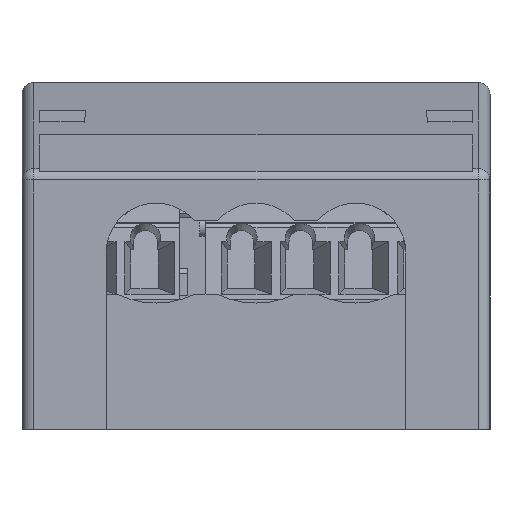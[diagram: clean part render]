
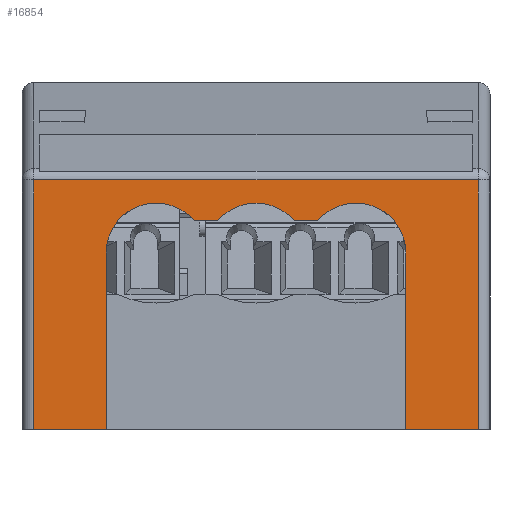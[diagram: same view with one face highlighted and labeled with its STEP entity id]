
A CAD part, left-side view. The second image highlights one B-rep face of the part: STEP entity #16854.
In plain terms, the highlighted planar face has unit normal (-1, 0, 0).
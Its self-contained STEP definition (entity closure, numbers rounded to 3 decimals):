
#973=CIRCLE('',#18330,4.25);
#974=CIRCLE('',#18331,4.25);
#975=CIRCLE('',#18332,4.25);
#1809=FACE_OUTER_BOUND('',#2772,.T.);
#2772=EDGE_LOOP('',(#14951,#14952,#14953,#14954,#14955,#14956,#14957,#14958,
#14959,#14960,#14961,#14962));
#4490=LINE('',#27898,#6310);
#4494=LINE('',#27913,#6314);
#4510=LINE('',#27948,#6330);
#4511=LINE('',#27950,#6331);
#4512=LINE('',#27952,#6332);
#4513=LINE('',#27956,#6333);
#4514=LINE('',#27960,#6334);
#4515=LINE('',#27964,#6335);
#4516=LINE('',#27965,#6336);
#6310=VECTOR('',#22782,10.);
#6314=VECTOR('',#22796,10.);
#6330=VECTOR('',#22826,10.);
#6331=VECTOR('',#22827,10.);
#6332=VECTOR('',#22828,10.);
#6333=VECTOR('',#22831,10.);
#6334=VECTOR('',#22834,10.);
#6335=VECTOR('',#22837,10.);
#6336=VECTOR('',#22838,10.);
#7970=VERTEX_POINT('',#27892);
#7971=VERTEX_POINT('',#27897);
#7977=VERTEX_POINT('',#27911);
#7989=VERTEX_POINT('',#27947);
#7990=VERTEX_POINT('',#27949);
#7991=VERTEX_POINT('',#27951);
#7992=VERTEX_POINT('',#27953);
#7993=VERTEX_POINT('',#27955);
#7994=VERTEX_POINT('',#27957);
#7995=VERTEX_POINT('',#27959);
#7996=VERTEX_POINT('',#27961);
#7997=VERTEX_POINT('',#27963);
#10322=EDGE_CURVE('',#7970,#7971,#4490,.T.);
#10330=EDGE_CURVE('',#7977,#7970,#4494,.T.);
#10348=EDGE_CURVE('',#7989,#7977,#4510,.T.);
#10349=EDGE_CURVE('',#7989,#7990,#4511,.T.);
#10350=EDGE_CURVE('',#7990,#7991,#4512,.T.);
#10351=EDGE_CURVE('',#7991,#7992,#973,.T.);
#10352=EDGE_CURVE('',#7992,#7993,#4513,.T.);
#10353=EDGE_CURVE('',#7993,#7994,#974,.T.);
#10354=EDGE_CURVE('',#7994,#7995,#4514,.T.);
#10355=EDGE_CURVE('',#7995,#7996,#975,.T.);
#10356=EDGE_CURVE('',#7996,#7997,#4515,.T.);
#10357=EDGE_CURVE('',#7971,#7997,#4516,.T.);
#14951=ORIENTED_EDGE('',*,*,#10330,.F.);
#14952=ORIENTED_EDGE('',*,*,#10348,.F.);
#14953=ORIENTED_EDGE('',*,*,#10349,.T.);
#14954=ORIENTED_EDGE('',*,*,#10350,.T.);
#14955=ORIENTED_EDGE('',*,*,#10351,.T.);
#14956=ORIENTED_EDGE('',*,*,#10352,.T.);
#14957=ORIENTED_EDGE('',*,*,#10353,.T.);
#14958=ORIENTED_EDGE('',*,*,#10354,.T.);
#14959=ORIENTED_EDGE('',*,*,#10355,.T.);
#14960=ORIENTED_EDGE('',*,*,#10356,.T.);
#14961=ORIENTED_EDGE('',*,*,#10357,.F.);
#14962=ORIENTED_EDGE('',*,*,#10322,.F.);
#15980=PLANE('',#18329);
#16854=ADVANCED_FACE('',(#1809),#15980,.T.);
#18329=AXIS2_PLACEMENT_3D('',#27946,#22824,#22825);
#18330=AXIS2_PLACEMENT_3D('',#27954,#22829,#22830);
#18331=AXIS2_PLACEMENT_3D('',#27958,#22832,#22833);
#18332=AXIS2_PLACEMENT_3D('',#27962,#22835,#22836);
#22782=DIRECTION('',(0.,0.,-1.));
#22796=DIRECTION('',(0.,-1.,0.));
#22824=DIRECTION('center_axis',(-1.,0.,0.));
#22825=DIRECTION('ref_axis',(0.,0.,
1.));
#22826=DIRECTION('',(0.,0.,1.));
#22827=DIRECTION('',(0.,-1.,0.));
#22828=DIRECTION('',(0.,0.,1.));
#22829=DIRECTION('center_axis',(1.,0.,0.));
#22830=DIRECTION('ref_axis',(0.,0.765,-0.644));
#22831=DIRECTION('',(0.,-1.,0.));
#22832=DIRECTION('center_axis',(1.,0.,0.));
#22833=DIRECTION('ref_axis',(0.,0.765,-0.644));
#22834=DIRECTION('',(0.,-1.,0.));
#22835=DIRECTION('center_axis',(1.,0.,0.));
#22836=DIRECTION('ref_axis',(0.,1.,0.));
#22837=DIRECTION('',(0.,0.,-1.));
#22838=DIRECTION('',(0.,1.,0.));
#27892=CARTESIAN_POINT('',(-78.5,-18.9,14.715));
#27897=CARTESIAN_POINT('',(-78.5,-18.9,-6.5));
#27898=CARTESIAN_POINT('',(-78.5,-18.9,18.5));
#27911=CARTESIAN_POINT('',(-78.5,18.9,14.715));
#27913=CARTESIAN_POINT('',(-78.5,-18.064,14.715));
#27946=CARTESIAN_POINT('Origin',(-78.5,-19.9,15.5));
#27947=CARTESIAN_POINT('',(-78.5,18.9,-6.5));
#27948=CARTESIAN_POINT('',(-78.5,18.9,18.5));
#27949=CARTESIAN_POINT('',(-78.5,12.75,-6.5));
#27950=CARTESIAN_POINT('',(-78.5,19.9,-6.5));
#27951=CARTESIAN_POINT('',(-78.5,12.75,8.5));
#27952=CARTESIAN_POINT('',(-78.5,12.75,-6.5));
#27953=CARTESIAN_POINT('',(-78.5,5.25,11.239));
#27954=CARTESIAN_POINT('Origin',(-78.5,8.5,8.5));
#27955=CARTESIAN_POINT('',(-78.5,3.25,11.239));
#27956=CARTESIAN_POINT('',(-78.5,5.25,11.239));
#27957=CARTESIAN_POINT('',(-78.5,-3.25,11.239));
#27958=CARTESIAN_POINT('Origin',(-78.5,0.,
8.5));
#27959=CARTESIAN_POINT('',(-78.5,-5.25,11.239));
#27960=CARTESIAN_POINT('',(-78.5,-3.25,11.239));
#27961=CARTESIAN_POINT('',(-78.5,-12.75,8.5));
#27962=CARTESIAN_POINT('Origin',(-78.5,-8.5,8.5));
#27963=CARTESIAN_POINT('',(-78.5,-12.75,-6.5));
#27964=CARTESIAN_POINT('',(-78.5,-12.75,8.5));
#27965=CARTESIAN_POINT('',(-78.5,-19.9,-6.5));
